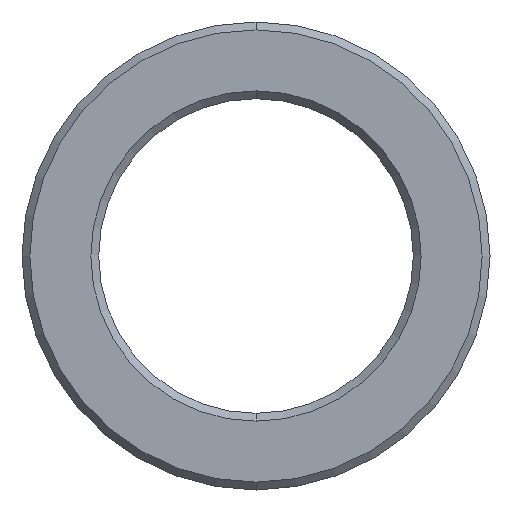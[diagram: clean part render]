
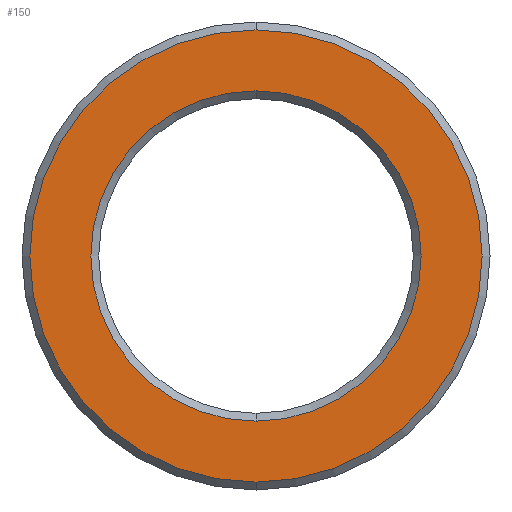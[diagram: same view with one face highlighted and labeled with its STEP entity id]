
A CAD part, front view. The second image highlights one B-rep face of the part: STEP entity #150.
In plain terms, the highlighted planar face has unit normal (0, -1, 0).
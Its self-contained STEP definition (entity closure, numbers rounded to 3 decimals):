
#4 = CARTESIAN_POINT ( 'NONE',  ( 0., -1., 0. ) ) ;
#17 = ORIENTED_EDGE ( 'NONE', *, *, #344, .T. ) ;
#36 = VERTEX_POINT ( 'NONE', #208 ) ;
#42 = AXIS2_PLACEMENT_3D ( 'NONE', #324, #154, #366 ) ;
#44 = DIRECTION ( 'NONE',  ( 0., -1., 0. ) ) ;
#47 = CARTESIAN_POINT ( 'NONE',  ( 0., -1., 2.1 ) ) ;
#58 = AXIS2_PLACEMENT_3D ( 'NONE', #4, #44, #249 ) ;
#84 = AXIS2_PLACEMENT_3D ( 'NONE', #378, #374, #372 ) ;
#86 = CIRCLE ( 'NONE', #58, 2.875 ) ;
#94 = CARTESIAN_POINT ( 'NONE',  ( 0., -1., -2.1 ) ) ;
#104 = VERTEX_POINT ( 'NONE', #94 ) ;
#117 = EDGE_CURVE ( 'NONE', #303, #36, #86, .T. ) ;
#149 = DIRECTION ( 'NONE',  ( 0., 0., 1. ) ) ;
#150 = ADVANCED_FACE ( 'NONE', ( #290, #446 ), #318, .F. ) ;
#154 = DIRECTION ( 'NONE',  ( 0., 1., 0. ) ) ;
#195 = EDGE_CURVE ( 'NONE', #229, #104, #325, .T. ) ;
#196 = CIRCLE ( 'NONE', #84, 2.1 ) ;
#208 = CARTESIAN_POINT ( 'NONE',  ( 0., -1., 2.875 ) ) ;
#229 = VERTEX_POINT ( 'NONE', #47 ) ;
#231 = CARTESIAN_POINT ( 'NONE',  ( 0., -1., 0. ) ) ;
#249 = DIRECTION ( 'NONE',  ( 0., 0., 1. ) ) ;
#252 = AXIS2_PLACEMENT_3D ( 'NONE', #351, #388, #149 ) ;
#267 = DIRECTION ( 'NONE',  ( 0., 0., 1. ) ) ;
#287 = ORIENTED_EDGE ( 'NONE', *, *, #117, .T. ) ;
#289 = CARTESIAN_POINT ( 'NONE',  ( 0., -1., -2.875 ) ) ;
#290 = FACE_OUTER_BOUND ( 'NONE', #395, .T. ) ;
#299 = AXIS2_PLACEMENT_3D ( 'NONE', #231, #340, #267 ) ;
#303 = VERTEX_POINT ( 'NONE', #289 ) ;
#310 = ORIENTED_EDGE ( 'NONE', *, *, #195, .T. ) ;
#318 = PLANE ( 'NONE',  #252 ) ;
#324 = CARTESIAN_POINT ( 'NONE',  ( 0., -1., 0. ) ) ;
#325 = CIRCLE ( 'NONE', #42, 2.1 ) ;
#331 = ORIENTED_EDGE ( 'NONE', *, *, #367, .T. ) ;
#340 = DIRECTION ( 'NONE',  ( 0., -1., 0. ) ) ;
#344 = EDGE_CURVE ( 'NONE', #36, #303, #375, .T. ) ;
#351 = CARTESIAN_POINT ( 'NONE',  ( 0., -1., 0. ) ) ;
#366 = DIRECTION ( 'NONE',  ( 0., 0., 1. ) ) ;
#367 = EDGE_CURVE ( 'NONE', #104, #229, #196, .T. ) ;
#372 = DIRECTION ( 'NONE',  ( 0., 0., 1. ) ) ;
#374 = DIRECTION ( 'NONE',  ( 0., 1., 0. ) ) ;
#375 = CIRCLE ( 'NONE', #299, 2.875 ) ;
#378 = CARTESIAN_POINT ( 'NONE',  ( 0., -1., 0. ) ) ;
#388 = DIRECTION ( 'NONE',  ( 0., 1., 0. ) ) ;
#395 = EDGE_LOOP ( 'NONE', ( #17, #287 ) ) ;
#446 = FACE_BOUND ( 'NONE', #448, .T. ) ;
#448 = EDGE_LOOP ( 'NONE', ( #331, #310 ) ) ;
